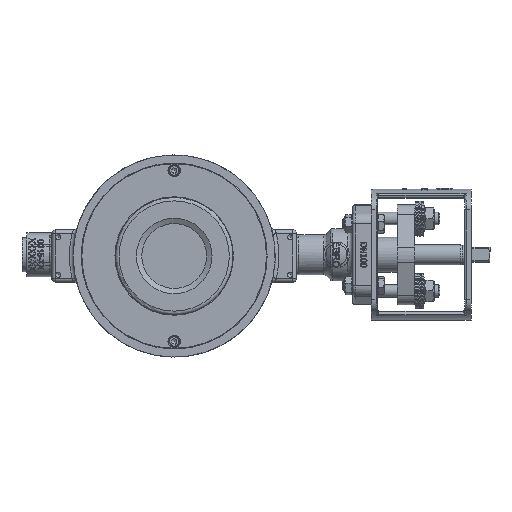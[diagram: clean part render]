
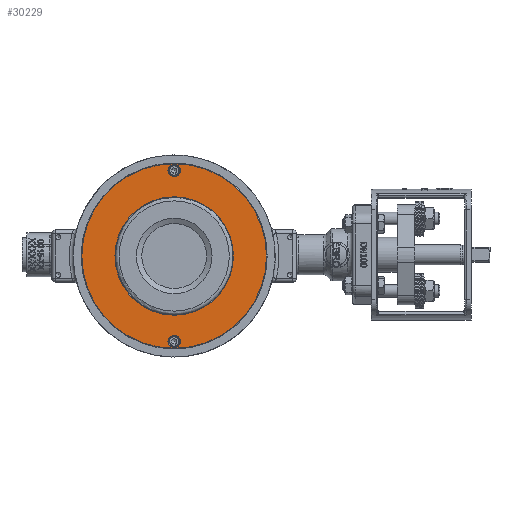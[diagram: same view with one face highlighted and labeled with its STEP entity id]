
A CAD part, front view. The second image highlights one B-rep face of the part: STEP entity #30229.
In plain terms, the highlighted planar face has unit normal (0, -1, 0).
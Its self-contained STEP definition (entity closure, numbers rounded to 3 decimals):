
#5925=FACE_BOUND('',#8755,.T.);
#5926=FACE_BOUND('',#8756,.T.);
#5927=FACE_BOUND('',#8757,.T.);
#6780=FACE_OUTER_BOUND('',#8754,.T.);
#8754=EDGE_LOOP('',(#21108));
#8755=EDGE_LOOP('',(#21109));
#8756=EDGE_LOOP('',(#21110));
#8757=EDGE_LOOP('',(#21111));
#10737=CIRCLE('',#32267,4.75);
#10742=CIRCLE('',#32275,7.4);
#10743=CIRCLE('',#32276,0.5);
#10744=CIRCLE('',#32277,0.5);
#12431=VERTEX_POINT('',#80908);
#12436=VERTEX_POINT('',#80921);
#12437=VERTEX_POINT('',#80923);
#12438=VERTEX_POINT('',#80925);
#15667=EDGE_CURVE('',#12431,#12431,#10737,.T.);
#15672=EDGE_CURVE('',#12436,#12436,#10742,.T.);
#15673=EDGE_CURVE('',#12437,#12437,#10743,.T.);
#15674=EDGE_CURVE('',#12438,#12438,#10744,.T.);
#21108=ORIENTED_EDGE('',*,*,#15672,.F.);
#21109=ORIENTED_EDGE('',*,*,#15673,.T.);
#21110=ORIENTED_EDGE('',*,*,#15674,.T.);
#21111=ORIENTED_EDGE('',*,*,#15667,.T.);
#27403=PLANE('',#32274);
#30229=ADVANCED_FACE('',(#6780,#5925,#5926,#5927),#27403,.T.);
#32267=AXIS2_PLACEMENT_3D('',#80909,#36086,#36087);
#32274=AXIS2_PLACEMENT_3D('',#80920,#36100,#36101);
#32275=AXIS2_PLACEMENT_3D('',#80922,#36102,#36103);
#32276=AXIS2_PLACEMENT_3D('',#80924,#36104,#36105);
#32277=AXIS2_PLACEMENT_3D('',#80926,#36106,#36107);
#36086=DIRECTION('center_axis',(0.,1.,0.));
#36087=DIRECTION('ref_axis',(1.,0.,0.));
#36100=DIRECTION('center_axis',(0.,-1.,0.));
#36101=DIRECTION('ref_axis',(0.,0.,
1.));
#36102=DIRECTION('center_axis',(0.,1.,0.));
#36103=DIRECTION('ref_axis',(-1.,0.,0.));
#36104=DIRECTION('center_axis',(0.,1.,0.));
#36105=DIRECTION('ref_axis',(-1.,0.,0.));
#36106=DIRECTION('center_axis',(0.,1.,0.));
#36107=DIRECTION('ref_axis',(-1.,0.,0.));
#80908=CARTESIAN_POINT('',(4.75,-3.16,0.));
#80909=CARTESIAN_POINT('Origin',(0.,-3.16,0.));
#80920=CARTESIAN_POINT('Origin',(6.15,-3.16,0.));
#80921=CARTESIAN_POINT('',(7.4,-3.16,0.));
#80922=CARTESIAN_POINT('Origin',(0.,-3.16,0.));
#80923=CARTESIAN_POINT('',(-0.5,-3.16,-6.85));
#80924=CARTESIAN_POINT('Origin',(0.,-3.16,-6.85));
#80925=CARTESIAN_POINT('',(-0.5,-3.16,6.85));
#80926=CARTESIAN_POINT('Origin',(0.,-3.16,
6.85));
